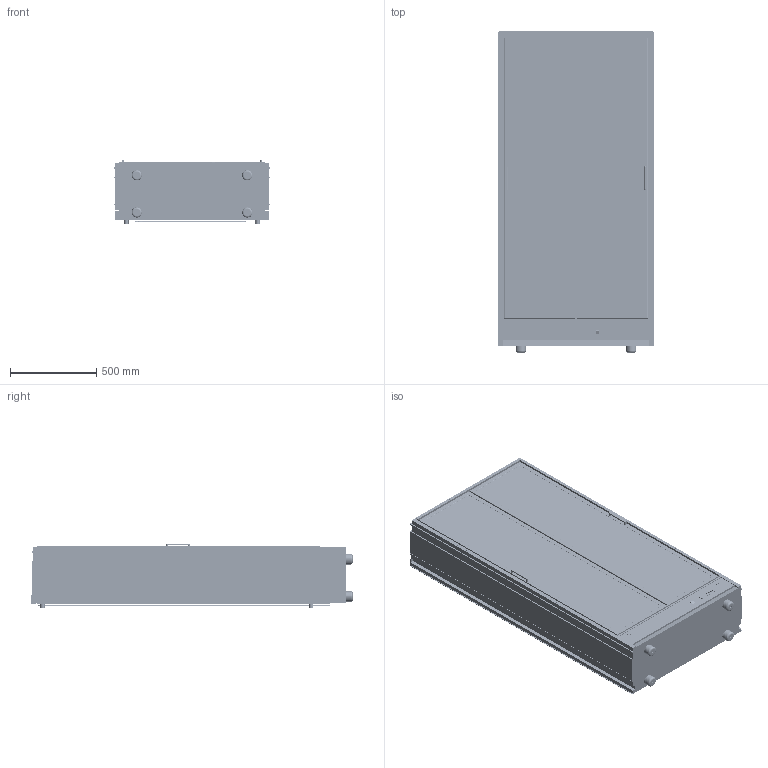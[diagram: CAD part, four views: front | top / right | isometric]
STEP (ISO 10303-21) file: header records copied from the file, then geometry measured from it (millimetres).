
FILE_DESCRIPTION (( 'STEP AP203' ), '1' );
FILE_NAME ('MD-H10___MP-H10.STEP', '2026-01-09T15:59:43', ( '' ), ( '' ), 'SwSTEP 2.0', 'SolidWorks 2021', '' );
FILE_SCHEMA (( 'CONFIG_CONTROL_DESIGN' ));
Length unit declared in the file: millimetre
Products named in the file (52): BOTTIGLIA TAPPO 7; ASSIEME BOTTIGLIA ETICHETTA 7; VETRO PORTA MOD. A PER RENDERING; BOTTIGLIA TAPPO 6; BOTTIGLIA TAPPO 5; BOTTIGLIA ETICHETTA 6; PANNELLI CENTRALI MODULO A (H) CON TONDINI; BOTTIGLIA ETICHETTA 2; BOTTIGLIA ROSSO TAPPO; ISOLAMENTO POSTERIORE mod A (H) + CONDENSATORE; MANIGLIA QUADRA A0A78128 - 135 X 12 X 20; FASCIA INFERIORE FRONTALE PARETE ALLUMINIO; ASSIEME BOTTIGLIA ETICHETTA 2; BOTTIGLIA ETICHETTA 8; LED MODULO A BASE; FASCIA INFERIORE POSTERIORE PARETE MURALE ALLUMINIO; ASSIEME BOTTIGLIA ETICHETTA 1; PIEDINO PLASTICA NERA D.  60 X 40 H; BOTTIGLIA ETICHETTA 5; ANTA mod A; TERMOREGOLATORE DIXELL XW 60 L X RENDERING ; ASSIEME LED MODULO A; ASSIEME BOTTIGLIA ETICHETTA 8; BOTTIGLIA TAPPO 2; BOTTIGLIA ETICHETTA 7; BOTTIGLIA TAPPO 4; MD-H10___MP-H10; ASSIEME BOTTIGLIA ETICHETTA 5; ASSIEME VAR10 (H) INTERNO; BOTTIGLIA TAPPO 8; TELAIO MOD. A PARTE PER RENDERING; PIANO di FINITURA NOVA H; ASSIEME BOTTIGLIA ETICHETTA 6; BOTTIGLIA ETICHETTA 1; BASE ALLUMINIO ANODIZZATO (H); ASSIEME 9 BOTTIGLIE  ETICHETTE MISTE 2; LED MODULO A CHIP; INTERRUTTORE 0-1 (Z-CE-INTLB); BOTTIGLIA ETICHETTA 4; SPALLA INTERNA MODULO A (H) ...
Assembly tree (105 placements, depth 6):
  MD-H10___MP-H10
    ASSIEME VAR10 (H) INTERNO
      BASE ALLUMINIO ANODIZZATO (H)
      SPALLA INTERNA MODULO A (H)  x2
      TOP INTERNO MODULI A (H)
      ASSIEME PANNELLI CENTRALI MODULO A (H) CON 60 BOTTIGLIE
        PANNELLI CENTRALI MODULO A (H) CON TONDINI
        ASSIEME 6 BOTTIGLIE  ETICHETTE MISTE 1  x2
          ASSIEME BOTTIGLIA ETICHETTA 2
            BOTTIGLIA ETICHETTA 2
            BOTTIGLIA TAPPO 2
          ASSIEME BOTTIGLIA ETICHETTA 3
            BOTTIGLIA ETICHETTA 3
            BOTTIGLIA TAPPO 3
          ASSIEME BOTTIGLIA ETICHETTA 4
            BOTTIGLIA ETICHETTA 4
            BOTTIGLIA TAPPO 4
          ASSIEME BOTTIGLIA ETICHETTA 5
            BOTTIGLIA ETICHETTA 5
            BOTTIGLIA TAPPO 5
          ASSIEME BOTTIGLIA ETICHETTA 6
            BOTTIGLIA ETICHETTA 6
            BOTTIGLIA TAPPO 6
          ASSIEME BOTTIGLIA ETICHETTA 7
            BOTTIGLIA ETICHETTA 7
            BOTTIGLIA TAPPO 7
        ASSIEME BOTTIGLIA ETICHETTA 1  x4
          BOTTIGLIA ROSSO TAPPO
          BOTTIGLIA ETICHETTA 1
        ASSIEME BOTTIGLIA ETICHETTA 6  x3
          BOTTIGLIA ETICHETTA 6
          BOTTIGLIA TAPPO 6
        ASSIEME BOTTIGLIA ETICHETTA 5  x4
          BOTTIGLIA ETICHETTA 5
          BOTTIGLIA TAPPO 5
        ASSIEME BOTTIGLIA ETICHETTA 2  x4
          BOTTIGLIA ETICHETTA 2
          BOTTIGLIA TAPPO 2
        ASSIEME BOTTIGLIA ETICHETTA 4  x4
          BOTTIGLIA ETICHETTA 4
          BOTTIGLIA TAPPO 4
        ASSIEME 9 BOTTIGLIE  ETICHETTE MISTE 1
          ASSIEME BOTTIGLIA ETICHETTA 2
            BOTTIGLIA ETICHETTA 2
            BOTTIGLIA TAPPO 2
          ASSIEME BOTTIGLIA ETICHETTA 3
            BOTTIGLIA ETICHETTA 3
            BOTTIGLIA TAPPO 3
          ASSIEME BOTTIGLIA ETICHETTA 4
            BOTTIGLIA ETICHETTA 4
            BOTTIGLIA TAPPO 4
          ASSIEME BOTTIGLIA ETICHETTA 5
            BOTTIGLIA ETICHETTA 5
            BOTTIGLIA TAPPO 5
          ASSIEME BOTTIGLIA ETICHETTA 6
            BOTTIGLIA ETICHETTA 6
            BOTTIGLIA TAPPO 6
          ASSIEME BOTTIGLIA ETICHETTA 7  x2
            BOTTIGLIA ETICHETTA 7
            BOTTIGLIA TAPPO 7
Bounding box: 900 x 1860 x 376 mm (x, y, z)
Volume: 210067130.4 mm3; surface area: 27371014.3 mm2
Topology: 212 solids, 212 shells, 8729 faces, 21098 edges, 13842 vertices
Faces by surface type: plane 5086, cylinder 1979, bspline 870, torus 786, sphere 8
Entity records: 127472 total; most frequent: CARTESIAN_POINT 28914, ORIENTED_EDGE 18884, DIRECTION 18024, EDGE_CURVE 9442, LINE 7476, VECTOR 7476, VERTEX_POINT 6236, AXIS2_PLACEMENT_3D 5274
